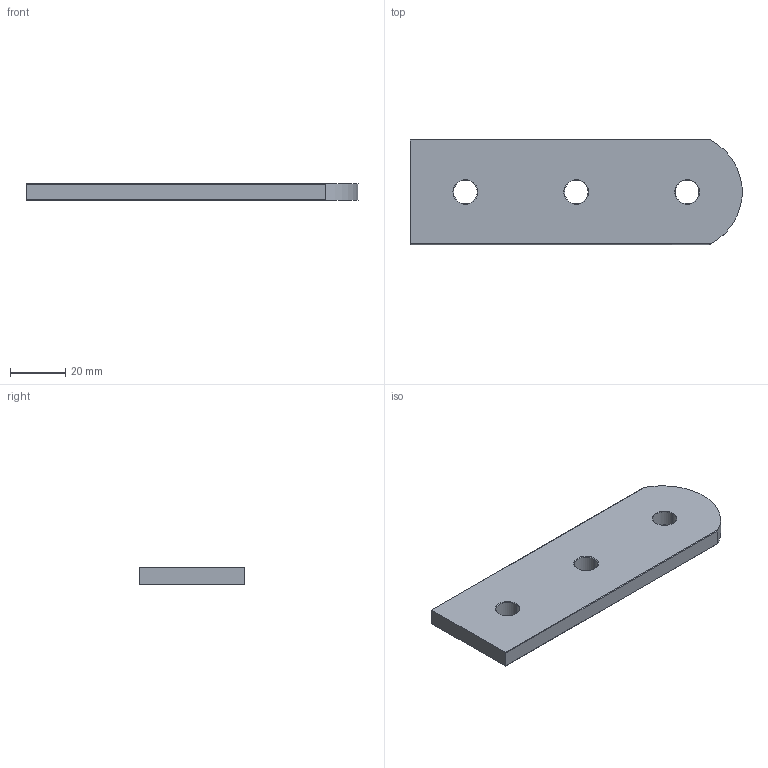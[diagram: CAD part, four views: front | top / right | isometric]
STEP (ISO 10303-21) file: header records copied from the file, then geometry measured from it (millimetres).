
FILE_DESCRIPTION (( 'STEP AP214' ), '1' );
FILE_NAME ('栖闉罻2.STEP', '2022-01-10T08:16:52', ( '砐錪賧瘔蠈錪 Windows' ), ( '' ), 'SwSTEP 2.0', 'SolidWorks 2021', '' );
FILE_SCHEMA (( 'AUTOMOTIVE_DESIGN' ));
Length unit declared in the file: millimetre
Products named in the file (2): A467 Ïîâîðîòíûé ñîåäèíèòåëü 120ìì, ïàç 10; 栖闉罻2
Assembly tree (1 placements, depth 2):
  栖闉罻2
    A467 Ïîâîðîòíûé ñîåäèíèòåëü 120ìì, ïàç 10
Bounding box: 119.73 x 37.9 x 6 mm (x, y, z)
Volume: 25453.2 mm3; surface area: 10726.1 mm2
Topology: 1 solids, 1 shells, 22 faces, 54 edges, 34 vertices
Faces by surface type: cylinder 11, cone 6, plane 5
Entity records: 756 total; most frequent: CARTESIAN_POINT 146, DIRECTION 126, ORIENTED_EDGE 108, EDGE_CURVE 54, AXIS2_PLACEMENT_3D 50, VERTEX_POINT 34, EDGE_LOOP 28, VECTOR 26
